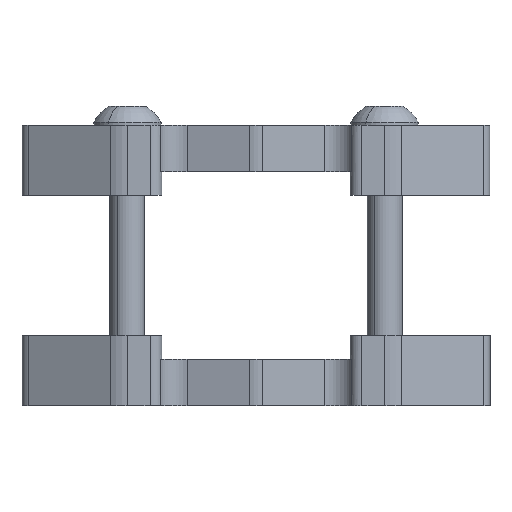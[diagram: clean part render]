
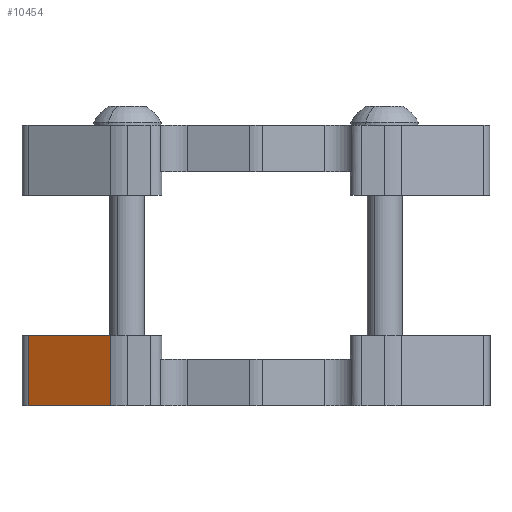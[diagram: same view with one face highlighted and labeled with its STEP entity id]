
A CAD part, front view. The second image highlights one B-rep face of the part: STEP entity #10454.
In plain terms, the highlighted face is planar.
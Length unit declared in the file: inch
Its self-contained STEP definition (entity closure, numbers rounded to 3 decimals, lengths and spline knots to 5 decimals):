
#225 = VECTOR ( 'NONE', #7718, 39.37008 ) ;
#2076 = CARTESIAN_POINT ( 'NONE',  ( 1.21725, -1.11398, 0.25 ) ) ;
#2130 = DIRECTION ( 'NONE',  ( -0.879, -0.476, 0. ) ) ;
#3173 = DIRECTION ( 'NONE',  ( -0.476, 0.879, 0. ) ) ;
#3372 = EDGE_CURVE ( 'NONE', #20242, #11264, #12151, .T. ) ;
#4328 = EDGE_CURVE ( 'NONE', #30354, #11264, #15268, .T. ) ;
#6916 = LINE ( 'NONE', #28027, #13332 ) ;
#7718 = DIRECTION ( 'NONE',  ( 0., 0., 1. ) ) ;
#8134 = ORIENTED_EDGE ( 'NONE', *, *, #4328, .F. ) ;
#10221 = ORIENTED_EDGE ( 'NONE', *, *, #3372, .T. ) ;
#10454 = ADVANCED_FACE ( 'NONE', ( #21820 ), #10576, .F. ) ;
#10576 = PLANE ( 'NONE',  #13193 ) ;
#11057 = ORIENTED_EDGE ( 'NONE', *, *, #20949, .T. ) ;
#11264 = VERTEX_POINT ( 'NONE', #19834 ) ;
#12151 = LINE ( 'NONE', #21550, #16796 ) ;
#12774 = EDGE_LOOP ( 'NONE', ( #16230, #11057, #10221, #8134 ) ) ;
#13193 = AXIS2_PLACEMENT_3D ( 'NONE', #27205, #3173, #29363 ) ;
#13332 = VECTOR ( 'NONE', #2130, 39.37008 ) ;
#15268 = LINE ( 'NONE', #22365, #225 ) ;
#16230 = ORIENTED_EDGE ( 'NONE', *, *, #29428, .F. ) ;
#16721 = CARTESIAN_POINT ( 'NONE',  ( 1.21725, -1.11398, -0.125 ) ) ;
#16796 = VECTOR ( 'NONE', #26788, 39.37008 ) ;
#17200 = VERTEX_POINT ( 'NONE', #22558 ) ;
#17216 = VECTOR ( 'NONE', #21051, 39.37008 ) ;
#19834 = CARTESIAN_POINT ( 'NONE',  ( 0.77675, -1.3524, 0.25 ) ) ;
#20242 = VERTEX_POINT ( 'NONE', #2076 ) ;
#20902 = LINE ( 'NONE', #16721, #17216 ) ;
#20949 = EDGE_CURVE ( 'NONE', #17200, #20242, #20902, .T. ) ;
#21051 = DIRECTION ( 'NONE',  ( 0., 0., 1. ) ) ;
#21550 = CARTESIAN_POINT ( 'NONE',  ( 1.25, -1.09625, 0.25 ) ) ;
#21820 = FACE_OUTER_BOUND ( 'NONE', #12774, .T. ) ;
#22365 = CARTESIAN_POINT ( 'NONE',  ( 0.77675, -1.3524, -0.125 ) ) ;
#22558 = CARTESIAN_POINT ( 'NONE',  ( 1.21725, -1.11398, -0.125 ) ) ;
#24538 = CARTESIAN_POINT ( 'NONE',  ( 0.77675, -1.3524, -0.125 ) ) ;
#26788 = DIRECTION ( 'NONE',  ( -0.879, -0.476, 0. ) ) ;
#27205 = CARTESIAN_POINT ( 'NONE',  ( 1.25, -1.09625, -0.125 ) ) ;
#28027 = CARTESIAN_POINT ( 'NONE',  ( 1.25, -1.09625, -0.125 ) ) ;
#29363 = DIRECTION ( 'NONE',  ( -0.879, -0.476, 0. ) ) ;
#29428 = EDGE_CURVE ( 'NONE', #17200, #30354, #6916, .T. ) ;
#30354 = VERTEX_POINT ( 'NONE', #24538 ) ;
